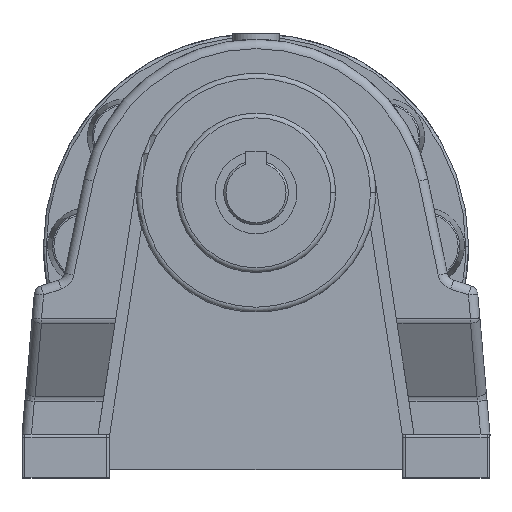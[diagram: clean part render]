
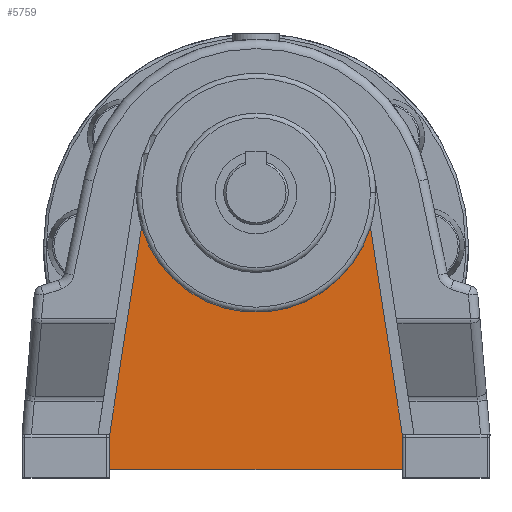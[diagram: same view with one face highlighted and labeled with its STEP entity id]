
A CAD part, top view. The second image highlights one B-rep face of the part: STEP entity #5759.
In plain terms, the highlighted planar face has unit normal (0, 0, 1).
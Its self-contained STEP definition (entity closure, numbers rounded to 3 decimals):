
#95 = CARTESIAN_POINT ( 'NONE',  ( -50., -94.5, -9.009 ) ) ;
#102 = EDGE_CURVE ( 'NONE', #2520, #6007, #428, .T. ) ;
#118 = ORIENTED_EDGE ( 'NONE', *, *, #5117, .T. ) ;
#284 = DIRECTION ( 'NONE',  ( 1., 0., 0. ) ) ;
#410 = ORIENTED_EDGE ( 'NONE', *, *, #102, .T. ) ;
#428 = LINE ( 'NONE', #4755, #6291 ) ;
#578 = EDGE_CURVE ( 'NONE', #7378, #5218, #3656, .T. ) ;
#700 = DIRECTION ( 'NONE',  ( -0.152, 0.988, 0. ) ) ;
#1026 = CARTESIAN_POINT ( 'NONE',  ( 50., -94.5, -9.009 ) ) ;
#1188 = DIRECTION ( 'NONE',  ( 0., -1., 0. ) ) ;
#1566 = DIRECTION ( 'NONE',  ( 1., 0., 0. ) ) ;
#1715 = VECTOR ( 'NONE', #5333, 1000. ) ;
#2180 = AXIS2_PLACEMENT_3D ( 'NONE', #5584, #6186, #1566 ) ;
#2280 = FACE_OUTER_BOUND ( 'NONE', #2914, .T. ) ;
#2384 = VECTOR ( 'NONE', #6377, 1000. ) ;
#2520 = VERTEX_POINT ( 'NONE', #7153 ) ;
#2783 = DIRECTION ( 'NONE',  ( 0., 1., 0. ) ) ;
#2914 = EDGE_LOOP ( 'NONE', ( #7534, #5864, #7229, #410, #3842, #118 ) ) ;
#2951 = CARTESIAN_POINT ( 'NONE',  ( -39.152, -11.741, -9.009 ) ) ;
#3011 = EDGE_CURVE ( 'NONE', #6007, #5466, #3614, .T. ) ;
#3102 = VERTEX_POINT ( 'NONE', #5095 ) ;
#3128 = EDGE_CURVE ( 'NONE', #5218, #2520, #4690, .T. ) ;
#3614 = CIRCLE ( 'NONE', #2180, 40.875 ) ;
#3656 = LINE ( 'NONE', #7014, #1715 ) ;
#3842 = ORIENTED_EDGE ( 'NONE', *, *, #3011, .T. ) ;
#4122 = CARTESIAN_POINT ( 'NONE',  ( 50., -94.5, -9.009 ) ) ;
#4306 = LINE ( 'NONE', #2951, #2384 ) ;
#4374 = CARTESIAN_POINT ( 'NONE',  ( -39.152, -11.741, -9.009 ) ) ;
#4442 = PLANE ( 'NONE',  #6391 ) ;
#4690 = LINE ( 'NONE', #1026, #4787 ) ;
#4755 = CARTESIAN_POINT ( 'NONE',  ( 50., -82.5, -9.009 ) ) ;
#4787 = VECTOR ( 'NONE', #2783, 1000. ) ;
#5095 = CARTESIAN_POINT ( 'NONE',  ( -50., -82.5, -9.009 ) ) ;
#5117 = EDGE_CURVE ( 'NONE', #5466, #3102, #4306, .T. ) ;
#5218 = VERTEX_POINT ( 'NONE', #4122 ) ;
#5333 = DIRECTION ( 'NONE',  ( 1., 0., 0. ) ) ;
#5466 = VERTEX_POINT ( 'NONE', #4374 ) ;
#5538 = DIRECTION ( 'NONE',  ( 0., 0., 1. ) ) ;
#5584 = CARTESIAN_POINT ( 'NONE',  ( 0., 0., -9.009 ) ) ;
#5759 = ADVANCED_FACE ( 'NONE', ( #2280 ), #4442, .T. ) ;
#5864 = ORIENTED_EDGE ( 'NONE', *, *, #578, .T. ) ;
#6007 = VERTEX_POINT ( 'NONE', #6613 ) ;
#6071 = VECTOR ( 'NONE', #1188, 1000. ) ;
#6186 = DIRECTION ( 'NONE',  ( 0., 0., -1. ) ) ;
#6291 = VECTOR ( 'NONE', #700, 1000. ) ;
#6377 = DIRECTION ( 'NONE',  ( -0.152, -0.988, 0. ) ) ;
#6391 = AXIS2_PLACEMENT_3D ( 'NONE', #6726, #5538, #284 ) ;
#6613 = CARTESIAN_POINT ( 'NONE',  ( 39.152, -11.741, -9.009 ) ) ;
#6726 = CARTESIAN_POINT ( 'NONE',  ( 0., 0., -9.009 ) ) ;
#6886 = LINE ( 'NONE', #6910, #6071 ) ;
#6910 = CARTESIAN_POINT ( 'NONE',  ( -50., -82.5, -9.009 ) ) ;
#7014 = CARTESIAN_POINT ( 'NONE',  ( -50., -94.5, -9.009 ) ) ;
#7153 = CARTESIAN_POINT ( 'NONE',  ( 50., -82.5, -9.009 ) ) ;
#7229 = ORIENTED_EDGE ( 'NONE', *, *, #3128, .T. ) ;
#7378 = VERTEX_POINT ( 'NONE', #95 ) ;
#7534 = ORIENTED_EDGE ( 'NONE', *, *, #7572, .T. ) ;
#7572 = EDGE_CURVE ( 'NONE', #3102, #7378, #6886, .T. ) ;
